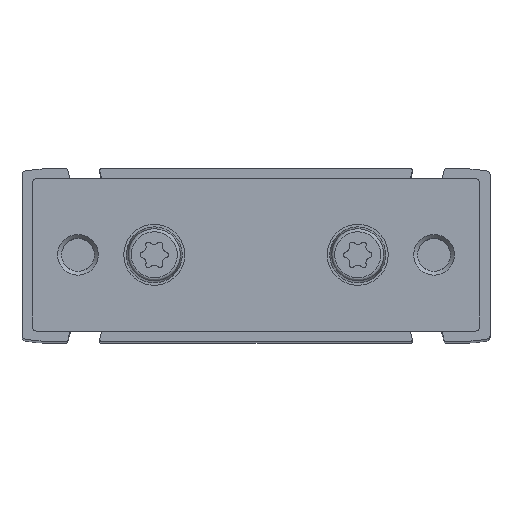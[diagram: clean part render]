
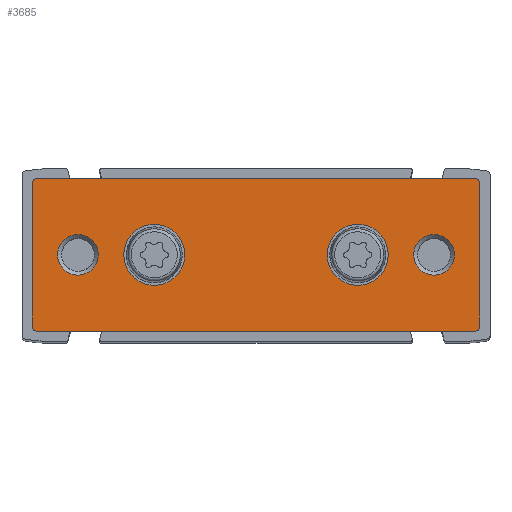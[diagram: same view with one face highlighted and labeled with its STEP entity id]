
A CAD part, top view. The second image highlights one B-rep face of the part: STEP entity #3685.
In plain terms, the highlighted planar face has unit normal (0, 0, 1).
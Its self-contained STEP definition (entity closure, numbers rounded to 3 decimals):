
#352=LINE('',#6817,#536);
#357=LINE('',#6831,#541);
#361=LINE('',#6847,#545);
#365=LINE('',#6859,#549);
#536=VECTOR('',#5588,1000.);
#541=VECTOR('',#5601,1000.);
#545=VECTOR('',#5617,1000.);
#549=VECTOR('',#5629,1000.);
#1170=ORIENTED_EDGE('',*,*,#1881,.T.);
#1171=ORIENTED_EDGE('',*,*,#1882,.T.);
#1172=ORIENTED_EDGE('',*,*,#1883,.T.);
#1173=ORIENTED_EDGE('',*,*,#1884,.T.);
#1174=ORIENTED_EDGE('',*,*,#1857,.T.);
#1175=ORIENTED_EDGE('',*,*,#1861,.T.);
#1176=ORIENTED_EDGE('',*,*,#1864,.T.);
#1177=ORIENTED_EDGE('',*,*,#1867,.T.);
#1178=ORIENTED_EDGE('',*,*,#1872,.T.);
#1179=ORIENTED_EDGE('',*,*,#1875,.T.);
#1180=ORIENTED_EDGE('',*,*,#1878,.T.);
#1181=ORIENTED_EDGE('',*,*,#1880,.T.);
#1857=EDGE_CURVE('',#2280,#2279,#352,.T.);
#1861=EDGE_CURVE('',#2279,#2282,#2581,.T.);
#1864=EDGE_CURVE('',#2282,#2284,#357,.T.);
#1867=EDGE_CURVE('',#2284,#2286,#2583,.T.);
#1872=EDGE_CURVE('',#2286,#2290,#361,.T.);
#1875=EDGE_CURVE('',#2290,#2292,#2587,.T.);
#1878=EDGE_CURVE('',#2292,#2294,#365,.T.);
#1880=EDGE_CURVE('',#2294,#2280,#2589,.T.);
#1881=EDGE_CURVE('',#2295,#2295,#2590,.T.);
#1882=EDGE_CURVE('',#2296,#2296,#2591,.T.);
#1883=EDGE_CURVE('',#2297,#2297,#2592,.T.);
#1884=EDGE_CURVE('',#2298,#2298,#2593,.T.);
#2279=VERTEX_POINT('',#6816);
#2280=VERTEX_POINT('',#6818);
#2282=VERTEX_POINT('',#6824);
#2284=VERTEX_POINT('',#6830);
#2286=VERTEX_POINT('',#6836);
#2290=VERTEX_POINT('',#6846);
#2292=VERTEX_POINT('',#6852);
#2294=VERTEX_POINT('',#6858);
#2295=VERTEX_POINT('',#6865);
#2296=VERTEX_POINT('',#6867);
#2297=VERTEX_POINT('',#6869);
#2298=VERTEX_POINT('',#6871);
#2581=CIRCLE('',#4653,0.5);
#2583=CIRCLE('',#4657,0.5);
#2587=CIRCLE('',#4663,0.5);
#2589=CIRCLE('',#4667,0.5);
#2590=CIRCLE('',#4669,3.);
#2591=CIRCLE('',#4670,3.);
#2592=CIRCLE('',#4671,2.);
#2593=CIRCLE('',#4672,2.);
#2891=EDGE_LOOP('',(#1170));
#2892=EDGE_LOOP('',(#1171));
#2893=EDGE_LOOP('',(#1172));
#2894=EDGE_LOOP('',(#1173));
#2895=EDGE_LOOP('',(#1174,#1175,#1176,#1177,#1178,#1179,#1180,#1181));
#3277=FACE_BOUND('',#2891,.T.);
#3278=FACE_BOUND('',#2892,.T.);
#3279=FACE_BOUND('',#2893,.T.);
#3280=FACE_BOUND('',#2894,.T.);
#3281=FACE_BOUND('',#2895,.T.);
#3503=PLANE('',#4668);
#3685=ADVANCED_FACE('',(#3277,#3278,#3279,#3280,#3281),#3503,.T.);
#4653=AXIS2_PLACEMENT_3D('',#6825,#5595,#5596);
#4657=AXIS2_PLACEMENT_3D('',#6837,#5607,#5608);
#4663=AXIS2_PLACEMENT_3D('',#6853,#5623,#5624);
#4667=AXIS2_PLACEMENT_3D('',#6862,#5634,#5635);
#4668=AXIS2_PLACEMENT_3D('',#6863,#5636,#5637);
#4669=AXIS2_PLACEMENT_3D('',#6864,#5638,#5639);
#4670=AXIS2_PLACEMENT_3D('',#6866,#5640,#5641);
#4671=AXIS2_PLACEMENT_3D('',#6868,#5642,#5643);
#4672=AXIS2_PLACEMENT_3D('',#6870,#5644,#5645);
#5588=DIRECTION('',(0.,-1.,0.));
#5595=DIRECTION('',(0.,0.,1.));
#5596=DIRECTION('',(1.,0.,0.));
#5601=DIRECTION('',(1.,0.,0.));
#5607=DIRECTION('',(0.,0.,1.));
#5608=DIRECTION('',(1.,0.,0.));
#5617=DIRECTION('',(0.,1.,0.));
#5623=DIRECTION('',(0.,0.,1.));
#5624=DIRECTION('',(1.,0.,0.));
#5629=DIRECTION('',(-1.,0.,0.));
#5634=DIRECTION('',(0.,0.,1.));
#5635=DIRECTION('',(1.,0.,0.));
#5636=DIRECTION('',(0.,0.,1.));
#5637=DIRECTION('',(1.,0.,0.));
#5638=DIRECTION('',(0.,0.,-1.));
#5639=DIRECTION('',(-1.,0.,0.));
#5640=DIRECTION('',(0.,0.,-1.));
#5641=DIRECTION('',(-1.,0.,0.));
#5642=DIRECTION('',(0.,0.,-1.));
#5643=DIRECTION('',(-1.,0.,0.));
#5644=DIRECTION('',(0.,0.,-1.));
#5645=DIRECTION('',(-1.,0.,0.));
#6816=CARTESIAN_POINT('',(-7.5,-21.5,8.));
#6817=CARTESIAN_POINT('',(-7.5,21.5,8.));
#6818=CARTESIAN_POINT('',(-7.5,21.5,8.));
#6824=CARTESIAN_POINT('',(-7.,-22.,8.));
#6825=CARTESIAN_POINT('',(-7.,-21.5,8.));
#6830=CARTESIAN_POINT('',(7.,-22.,8.));
#6831=CARTESIAN_POINT('',(-7.,-22.,8.));
#6836=CARTESIAN_POINT('',(7.5,-21.5,8.));
#6837=CARTESIAN_POINT('',(7.,-21.5,8.));
#6846=CARTESIAN_POINT('',(7.5,21.5,8.));
#6847=CARTESIAN_POINT('',(7.5,-21.5,8.));
#6852=CARTESIAN_POINT('',(7.,22.,8.));
#6853=CARTESIAN_POINT('',(7.,21.5,8.));
#6858=CARTESIAN_POINT('',(-7.,22.,8.));
#6859=CARTESIAN_POINT('',(7.,22.,8.));
#6862=CARTESIAN_POINT('',(-7.,21.5,8.));
#6863=CARTESIAN_POINT('',(-7.,-21.5,8.));
#6864=CARTESIAN_POINT('',(0.,-10.,8.));
#6865=CARTESIAN_POINT('',(-3.,-10.,8.));
#6866=CARTESIAN_POINT('',(0.,10.,8.));
#6867=CARTESIAN_POINT('',(-3.,10.,8.));
#6868=CARTESIAN_POINT('',(0.,-17.5,8.));
#6869=CARTESIAN_POINT('',(-2.,-17.5,8.));
#6870=CARTESIAN_POINT('',(0.,17.5,8.));
#6871=CARTESIAN_POINT('',(-2.,17.5,8.));
